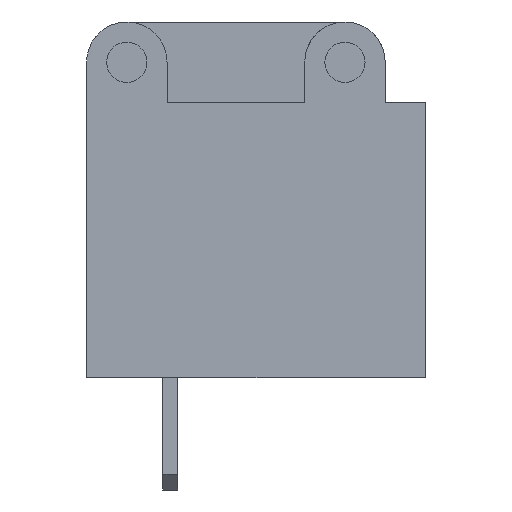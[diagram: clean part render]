
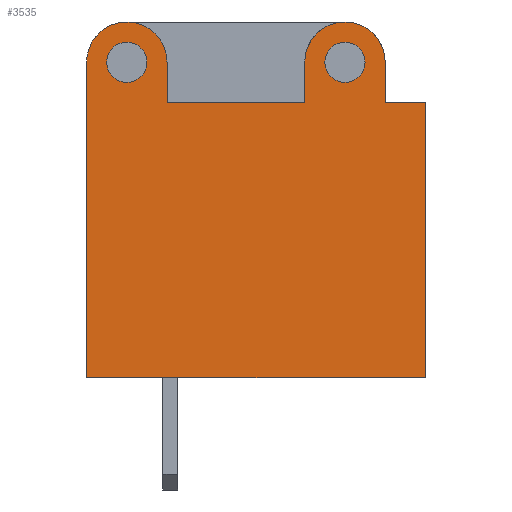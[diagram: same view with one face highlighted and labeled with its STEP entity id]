
A CAD part, left-side view. The second image highlights one B-rep face of the part: STEP entity #3535.
In plain terms, the highlighted planar face has unit normal (-1, 0, 0).
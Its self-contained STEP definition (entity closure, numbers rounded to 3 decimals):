
#13=DIRECTION('',(0.,0.,1.));
#22=VERTEX_POINT('',#23);
#23=CARTESIAN_POINT('',(-5.5,-12.05,0.));
#28=DIRECTION('',(1.,0.,0.));
#30=EDGE_CURVE('',#22,#31,#33,.T.);
#31=VERTEX_POINT('',#32);
#32=CARTESIAN_POINT('',(-5.5,-12.05,13.));
#33=LINE('',#23,#34);
#34=VECTOR('',#13,1.);
#58=VECTOR('',#59,1.);
#59=DIRECTION('',(0.,0.,-1.));
#509=DIRECTION('',(0.,1.,0.));
#514=EDGE_CURVE('',#515,#22,#517,.T.);
#515=VERTEX_POINT('',#516);
#516=CARTESIAN_POINT('',(-5.5,3.95,0.));
#517=LINE('',#516,#518);
#518=VECTOR('',#519,1.);
#519=DIRECTION('',(0.,-1.,0.));
#531=DIRECTION('',(-1.,0.,0.));
#1694=VECTOR('',#1695,1.);
#1695=DIRECTION('',(0.,0.,-1.));
#3528=VERTEX_POINT('',#3529);
#3529=CARTESIAN_POINT('',(-5.5,-10.15,13.));
#3531=ORIENTED_EDGE('',*,*,#3532,.T.);
#3532=EDGE_CURVE('',#3528,#31,#3533,.T.);
#3533=LINE('',#3534,#518);
#3534=CARTESIAN_POINT('',(-5.5,3.95,13.));
#3535=ADVANCED_FACE('',(#3536,#3576,#3584),#3592,.F.);
#3536=FACE_BOUND('',#3537,.F.);
#3537=EDGE_LOOP('',(#3538,#3543,#3550,#3555,#3559,#3564,#3571,#3531,#3574,#3575));
#3538=ORIENTED_EDGE('',*,*,#3539,.F.);
#3539=EDGE_CURVE('',#3540,#515,#3542,.T.);
#3540=VERTEX_POINT('',#3541);
#3541=CARTESIAN_POINT('',(-5.5,3.95,14.9));
#3542=LINE('',#3541,#58);
#3543=ORIENTED_EDGE('',*,*,#3544,.T.);
#3544=EDGE_CURVE('',#3540,#3545,#3547,.T.);
#3545=VERTEX_POINT('',#3546);
#3546=CARTESIAN_POINT('',(-5.5,0.15,14.9));
#3547=CIRCLE('',#3548,1.9);
#3548=AXIS2_PLACEMENT_3D('',#3549,#28,#509);
#3549=CARTESIAN_POINT('',(-5.5,2.05,14.9));
#3550=ORIENTED_EDGE('',*,*,#3551,.T.);
#3551=EDGE_CURVE('',#3545,#3552,#3554,.T.);
#3552=VERTEX_POINT('',#3553);
#3553=CARTESIAN_POINT('',(-5.5,0.15,13.));
#3554=LINE('',#3546,#1694);
#3555=ORIENTED_EDGE('',*,*,#3556,.T.);
#3556=EDGE_CURVE('',#3552,#3557,#3533,.T.);
#3557=VERTEX_POINT('',#3558);
#3558=CARTESIAN_POINT('',(-5.5,-6.35,13.));
#3559=ORIENTED_EDGE('',*,*,#3560,.T.);
#3560=EDGE_CURVE('',#3557,#3561,#3563,.T.);
#3561=VERTEX_POINT('',#3562);
#3562=CARTESIAN_POINT('',(-5.5,-6.35,14.9));
#3563=LINE('',#3558,#34);
#3564=ORIENTED_EDGE('',*,*,#3565,.T.);
#3565=EDGE_CURVE('',#3561,#3566,#3568,.T.);
#3566=VERTEX_POINT('',#3567);
#3567=CARTESIAN_POINT('',(-5.5,-10.15,14.9));
#3568=CIRCLE('',#3569,1.9);
#3569=AXIS2_PLACEMENT_3D('',#3570,#28,#509);
#3570=CARTESIAN_POINT('',(-5.5,-8.25,14.9));
#3571=ORIENTED_EDGE('',*,*,#3572,.T.);
#3572=EDGE_CURVE('',#3566,#3528,#3573,.T.);
#3573=LINE('',#3567,#1694);
#3574=ORIENTED_EDGE('',*,*,#30,.F.);
#3575=ORIENTED_EDGE('',*,*,#514,.F.);
#3576=FACE_BOUND('',#3577,.F.);
#3577=EDGE_LOOP('',(#3578));
#3578=ORIENTED_EDGE('',*,*,#3579,.T.);
#3579=EDGE_CURVE('',#3580,#3580,#3582,.T.);
#3580=VERTEX_POINT('',#3581);
#3581=CARTESIAN_POINT('',(-5.5,1.1,14.9));
#3582=CIRCLE('',#3583,0.95);
#3583=AXIS2_PLACEMENT_3D('',#3549,#531,#519);
#3584=FACE_BOUND('',#3585,.F.);
#3585=EDGE_LOOP('',(#3586));
#3586=ORIENTED_EDGE('',*,*,#3587,.T.);
#3587=EDGE_CURVE('',#3588,#3588,#3590,.T.);
#3588=VERTEX_POINT('',#3589);
#3589=CARTESIAN_POINT('',(-5.5,-9.2,14.9));
#3590=CIRCLE('',#3591,0.95);
#3591=AXIS2_PLACEMENT_3D('',#3570,#531,#519);
#3592=PLANE('',#3593);
#3593=AXIS2_PLACEMENT_3D('',#516,#28,#519);
